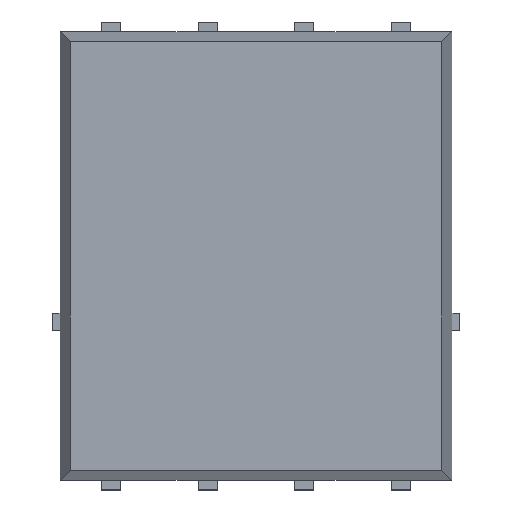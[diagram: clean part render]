
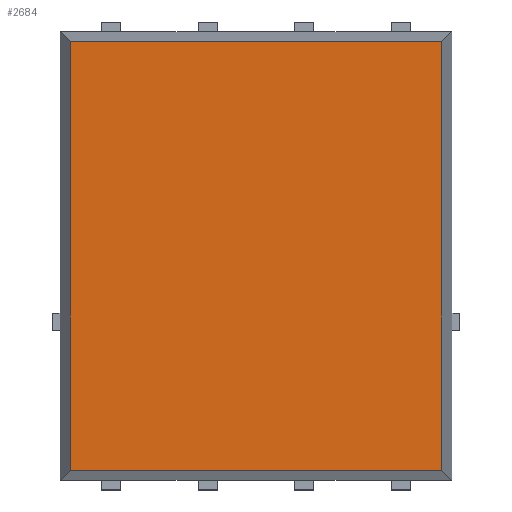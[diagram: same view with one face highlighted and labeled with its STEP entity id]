
A CAD part, top view. The second image highlights one B-rep face of the part: STEP entity #2684.
In plain terms, the highlighted planar face has unit normal (0, 0, 1).
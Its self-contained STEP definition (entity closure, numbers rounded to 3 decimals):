
#2027 = VERTEX_POINT('',#2028);
#2028 = CARTESIAN_POINT('',(2.443,2.818,1.));
#2034 = EDGE_CURVE('',#2035,#2027,#2037,.T.);
#2035 = VERTEX_POINT('',#2036);
#2036 = CARTESIAN_POINT('',(2.443,-2.818,1.));
#2037 = LINE('',#2038,#2039);
#2038 = CARTESIAN_POINT('',(2.443,2.95,1.));
#2039 = VECTOR('',#2040,1.);
#2040 = DIRECTION('',(0.,1.,0.));
#2589 = VERTEX_POINT('',#2590);
#2590 = CARTESIAN_POINT('',(-2.443,-2.818,1.));
#2596 = EDGE_CURVE('',#2597,#2589,#2599,.T.);
#2597 = VERTEX_POINT('',#2598);
#2598 = CARTESIAN_POINT('',(-2.443,2.818,1.));
#2599 = LINE('',#2600,#2601);
#2600 = CARTESIAN_POINT('',(-2.443,2.95,1.));
#2601 = VECTOR('',#2602,1.);
#2602 = DIRECTION('',(0.,-1.,0.));
#2628 = EDGE_CURVE('',#2027,#2597,#2629,.T.);
#2629 = LINE('',#2630,#2631);
#2630 = CARTESIAN_POINT('',(-2.575,2.818,1.));
#2631 = VECTOR('',#2632,1.);
#2632 = DIRECTION('',(-1.,0.,0.));
#2673 = EDGE_CURVE('',#2589,#2035,#2674,.T.);
#2674 = LINE('',#2675,#2676);
#2675 = CARTESIAN_POINT('',(-2.575,-2.818,1.));
#2676 = VECTOR('',#2677,1.);
#2677 = DIRECTION('',(1.,0.,0.));
#2684 = ADVANCED_FACE('',(#2685),#2691,.T.);
#2685 = FACE_BOUND('',#2686,.T.);
#2686 = EDGE_LOOP('',(#2687,#2688,#2689,#2690));
#2687 = ORIENTED_EDGE('',*,*,#2596,.T.);
#2688 = ORIENTED_EDGE('',*,*,#2673,.T.);
#2689 = ORIENTED_EDGE('',*,*,#2034,.T.);
#2690 = ORIENTED_EDGE('',*,*,#2628,.T.);
#2691 = PLANE('',#2692);
#2692 = AXIS2_PLACEMENT_3D('',#2693,#2694,#2695);
#2693 = CARTESIAN_POINT('',(0.,0.,1.));
#2694 = DIRECTION('',(0.,0.,1.));
#2695 = DIRECTION('',(1.,0.,0.));
